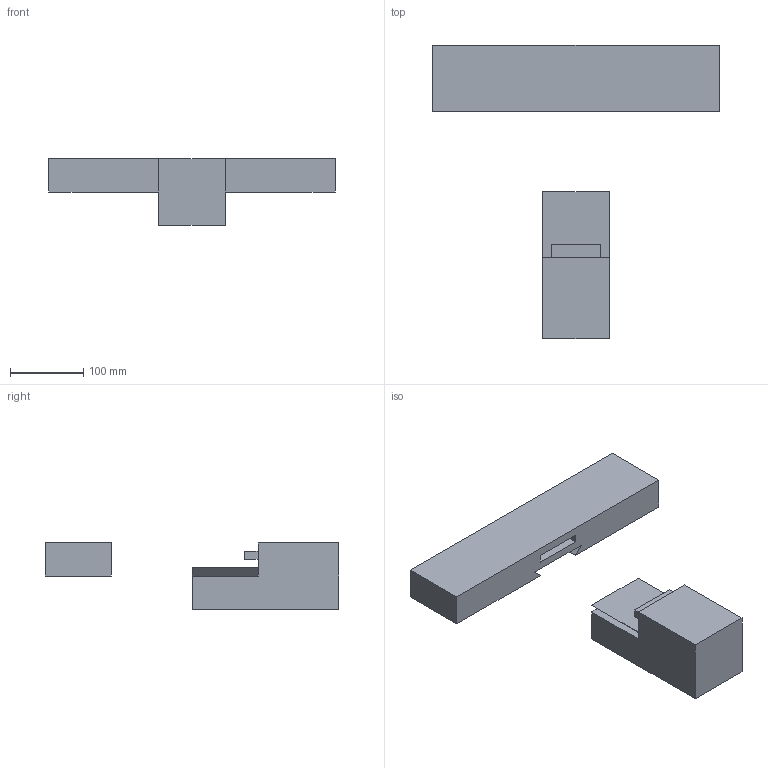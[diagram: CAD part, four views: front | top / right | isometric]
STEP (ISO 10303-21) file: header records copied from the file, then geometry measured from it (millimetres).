
FILE_DESCRIPTION(/* description */ (''),/* implementation_level */ '2;1');
FILE_NAME(/* name */ '49642.step',/* time_stamp */ '2019-02-24T17:29:18+09:00',/* author */ ('ryo2003'),/* organization */ (''),/* preprocessor_version */ 'ST-DEVELOPER v17.2',/* originating_system */ 'Autodesk Translation Framework v7.6.0.251',/* authorisation */ '');
FILE_SCHEMA (('AUTOMOTIVE_DESIGN { 1 0 10303 214 3 1 1 }'));
Length unit declared in the file: millimetre
Products named in the file (3): 吸付き差し仕口 v9; コンポーネント1; コンポーネント2
Assembly tree (2 placements, depth 2):
  吸付き差し仕口 v9
    コンポーネント1
    コンポーネント2
Bounding box: 390 x 400 x 90 mm (x, y, z)
Volume: 2835000 mm3; surface area: 207175.7 mm2
Topology: 2 solids, 2 shells, 34 faces, 80 edges, 52 vertices
Faces by surface type: plane 34
Entity records: 1044 total; most frequent: CARTESIAN_POINT 171, ORIENTED_EDGE 160, DIRECTION 158, LINE 80, VECTOR 80, EDGE_CURVE 80, VERTEX_POINT 52, AXIS2_PLACEMENT_3D 39
